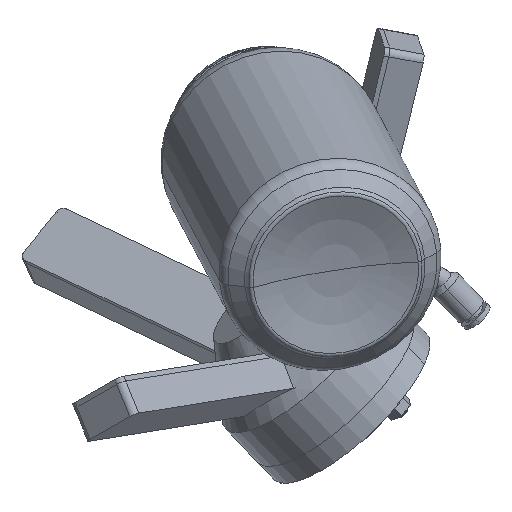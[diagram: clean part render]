
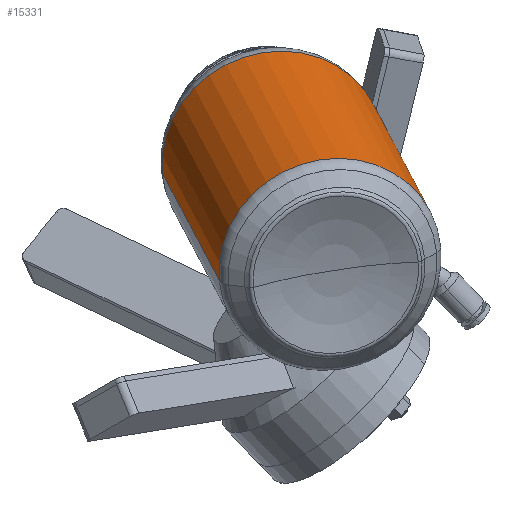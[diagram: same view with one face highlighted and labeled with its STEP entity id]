
A CAD part, top view. The second image highlights one B-rep face of the part: STEP entity #15331.
In plain terms, the highlighted cylindrical face has radius 32.119 mm (diameter 64.238 mm), a partial arc.
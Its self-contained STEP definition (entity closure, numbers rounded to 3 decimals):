
#28 = CYLINDRICAL_SURFACE ( 'NONE', #11716, 32.119 ) ;
#290 = VECTOR ( 'NONE', #16392, 1000. ) ;
#700 = ORIENTED_EDGE ( 'NONE', *, *, #8779, .F. ) ;
#1186 = EDGE_LOOP ( 'NONE', ( #13179, #2144, #700, #7952 ) ) ;
#1378 = VERTEX_POINT ( 'NONE', #11936 ) ;
#1404 = CARTESIAN_POINT ( 'NONE',  ( -16.06, -52.56, 32.119 ) ) ;
#1622 = CIRCLE ( 'NONE', #15933, 32.119 ) ;
#1873 = EDGE_CURVE ( 'NONE', #1378, #15860, #15968, .T. ) ;
#2144 = ORIENTED_EDGE ( 'NONE', *, *, #1873, .T. ) ;
#2585 = DIRECTION ( 'NONE',  ( 0., 0., -1. ) ) ;
#2667 = CARTESIAN_POINT ( 'NONE',  ( -16.06, 37.219, 0. ) ) ;
#2788 = DIRECTION ( 'NONE',  ( 0., 0., -1. ) ) ;
#2897 = AXIS2_PLACEMENT_3D ( 'NONE', #2667, #7838, #2585 ) ;
#4273 = CIRCLE ( 'NONE', #2897, 32.119 ) ;
#4760 = VERTEX_POINT ( 'NONE', #14275 ) ;
#5631 = CARTESIAN_POINT ( 'NONE',  ( -16.06, -47.225, 0. ) ) ;
#5702 = VECTOR ( 'NONE', #10872, 1000. ) ;
#6968 = CARTESIAN_POINT ( 'NONE',  ( -16.06, -47.225, 32.119 ) ) ;
#7770 = DIRECTION ( 'NONE',  ( 0., 0., -1. ) ) ;
#7838 = DIRECTION ( 'NONE',  ( 0., -1., 0. ) ) ;
#7952 = ORIENTED_EDGE ( 'NONE', *, *, #12918, .F. ) ;
#8603 = CARTESIAN_POINT ( 'NONE',  ( -16.06, 37.219, -32.119 ) ) ;
#8779 = EDGE_CURVE ( 'NONE', #4760, #15860, #1622, .T. ) ;
#9892 = CARTESIAN_POINT ( 'NONE',  ( -16.06, -52.56, -32.119 ) ) ;
#10796 = DIRECTION ( 'NONE',  ( 0., -1., 0. ) ) ;
#10872 = DIRECTION ( 'NONE',  ( 0., -1., 0. ) ) ;
#11716 = AXIS2_PLACEMENT_3D ( 'NONE', #13381, #10796, #7770 ) ;
#11934 = DIRECTION ( 'NONE',  ( 0., -1., 0. ) ) ;
#11936 = CARTESIAN_POINT ( 'NONE',  ( -16.06, 37.219, 32.119 ) ) ;
#12660 = LINE ( 'NONE', #9892, #290 ) ;
#12918 = EDGE_CURVE ( 'NONE', #15989, #4760, #12660, .T. ) ;
#13179 = ORIENTED_EDGE ( 'NONE', *, *, #15704, .T. ) ;
#13381 = CARTESIAN_POINT ( 'NONE',  ( -16.06, -52.56, 0. ) ) ;
#14275 = CARTESIAN_POINT ( 'NONE',  ( -16.06, -47.225, -32.119 ) ) ;
#15331 = ADVANCED_FACE ( 'NONE', ( #15800 ), #28, .T. ) ;
#15704 = EDGE_CURVE ( 'NONE', #15989, #1378, #4273, .T. ) ;
#15800 = FACE_OUTER_BOUND ( 'NONE', #1186, .T. ) ;
#15860 = VERTEX_POINT ( 'NONE', #6968 ) ;
#15933 = AXIS2_PLACEMENT_3D ( 'NONE', #5631, #11934, #2788 ) ;
#15968 = LINE ( 'NONE', #1404, #5702 ) ;
#15989 = VERTEX_POINT ( 'NONE', #8603 ) ;
#16392 = DIRECTION ( 'NONE',  ( 0., -1., 0. ) ) ;
